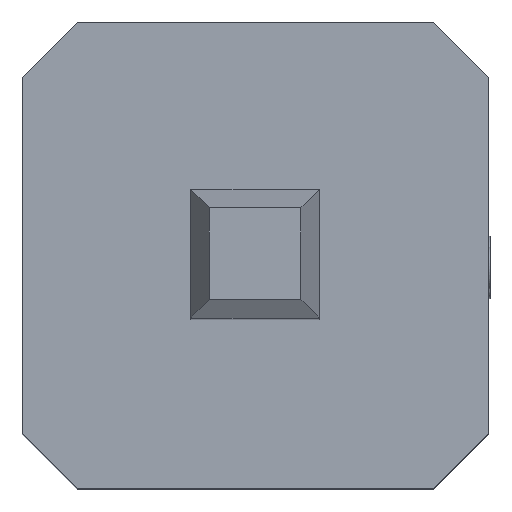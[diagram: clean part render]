
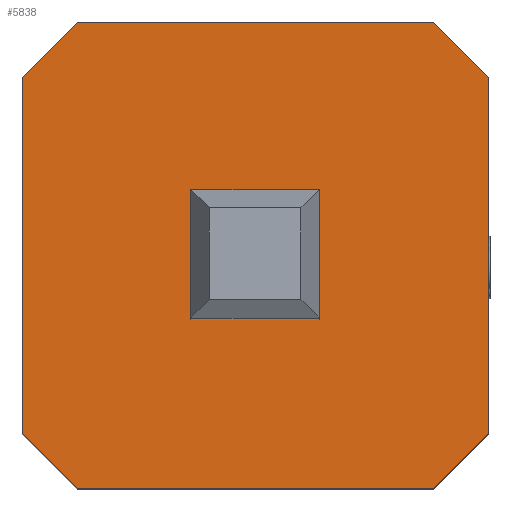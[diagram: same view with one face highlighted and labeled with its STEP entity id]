
A CAD part, top view. The second image highlights one B-rep face of the part: STEP entity #5838.
In plain terms, the highlighted planar face has unit normal (0, 0, 1).
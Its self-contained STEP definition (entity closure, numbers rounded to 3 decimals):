
#377=FACE_BOUND('',#727,.T.);
#396=FACE_OUTER_BOUND('',#726,.T.);
#726=EDGE_LOOP('',(#3907,#3908,#3909,#3910,#3911,#3912,#3913,#3914));
#727=EDGE_LOOP('',(#3915,#3916,#3917,#3918));
#1043=LINE('',#7675,#1654);
#1177=LINE('',#8414,#1788);
#1180=LINE('',#8420,#1791);
#1182=LINE('',#8423,#1793);
#1185=LINE('',#8429,#1796);
#1188=LINE('',#8435,#1799);
#1191=LINE('',#8441,#1802);
#1194=LINE('',#8446,#1805);
#1197=LINE('',#8453,#1808);
#1198=LINE('',#8455,#1809);
#1199=LINE('',#8457,#1810);
#1200=LINE('',#8458,#1811);
#1654=VECTOR('',#6472,1.);
#1788=VECTOR('',#6680,1.);
#1791=VECTOR('',#6685,1.);
#1793=VECTOR('',#6689,1.);
#1796=VECTOR('',#6694,1.);
#1799=VECTOR('',#6699,1.);
#1802=VECTOR('',#6704,1.);
#1805=VECTOR('',#6709,1.);
#1808=VECTOR('',#6714,1.);
#1809=VECTOR('',#6715,1.);
#1810=VECTOR('',#6716,1.);
#1811=VECTOR('',#6717,1.);
#2258=VERTEX_POINT('',#7660);
#2265=VERTEX_POINT('',#7673);
#2482=VERTEX_POINT('',#8407);
#2485=VERTEX_POINT('',#8412);
#2487=VERTEX_POINT('',#8418);
#2489=VERTEX_POINT('',#8427);
#2491=VERTEX_POINT('',#8433);
#2493=VERTEX_POINT('',#8439);
#2496=VERTEX_POINT('',#8451);
#2497=VERTEX_POINT('',#8452);
#2498=VERTEX_POINT('',#8454);
#2499=VERTEX_POINT('',#8456);
#2819=EDGE_CURVE('',#2258,#2265,#1043,.T.);
#3041=EDGE_CURVE('',#2482,#2485,#1177,.T.);
#3044=EDGE_CURVE('',#2485,#2487,#1180,.T.);
#3046=EDGE_CURVE('',#2487,#2258,#1182,.T.);
#3049=EDGE_CURVE('',#2265,#2489,#1185,.T.);
#3052=EDGE_CURVE('',#2489,#2491,#1188,.T.);
#3055=EDGE_CURVE('',#2491,#2493,#1191,.T.);
#3058=EDGE_CURVE('',#2493,#2482,#1194,.T.);
#3061=EDGE_CURVE('',#2496,#2497,#1197,.T.);
#3062=EDGE_CURVE('',#2498,#2496,#1198,.T.);
#3063=EDGE_CURVE('',#2499,#2498,#1199,.T.);
#3064=EDGE_CURVE('',#2497,#2499,#1200,.T.);
#3907=ORIENTED_EDGE('',*,*,#3041,.T.);
#3908=ORIENTED_EDGE('',*,*,#3044,.T.);
#3909=ORIENTED_EDGE('',*,*,#3046,.T.);
#3910=ORIENTED_EDGE('',*,*,#2819,.T.);
#3911=ORIENTED_EDGE('',*,*,#3049,.T.);
#3912=ORIENTED_EDGE('',*,*,#3052,.T.);
#3913=ORIENTED_EDGE('',*,*,#3055,.T.);
#3914=ORIENTED_EDGE('',*,*,#3058,.T.);
#3915=ORIENTED_EDGE('',*,*,#3061,.F.);
#3916=ORIENTED_EDGE('',*,*,#3062,.F.);
#3917=ORIENTED_EDGE('',*,*,#3063,.F.);
#3918=ORIENTED_EDGE('',*,*,#3064,.F.);
#5327=PLANE('',#6210);
#5838=ADVANCED_FACE('',(#396,#377),#5327,.T.);
#6210=AXIS2_PLACEMENT_3D('',#8450,#6712,#6713);
#6472=DIRECTION('',(0.,1.,0.));
#6680=DIRECTION('',(0.707,-0.707,0.));
#6685=DIRECTION('',(1.,0.,0.));
#6689=DIRECTION('',(0.707,0.707,0.));
#6694=DIRECTION('',(-0.707,0.707,0.));
#6699=DIRECTION('',(-1.,0.,0.));
#6704=DIRECTION('',(-0.707,-0.707,0.));
#6709=DIRECTION('',(0.,-1.,0.));
#6712=DIRECTION('center_axis',(0.,0.,1.));
#6713=DIRECTION('ref_axis',(1.,0.,0.));
#6714=DIRECTION('',(0.,1.,0.));
#6715=DIRECTION('',(1.,0.,0.));
#6716=DIRECTION('',(0.,-1.,0.));
#6717=DIRECTION('',(-1.,0.,0.));
#7660=CARTESIAN_POINT('',(1.27,-0.97,2.5));
#7673=CARTESIAN_POINT('',(1.27,0.97,2.5));
#7675=CARTESIAN_POINT('',(1.27,0.97,2.5));
#8407=CARTESIAN_POINT('',(-1.27,-0.97,2.5));
#8412=CARTESIAN_POINT('',(-0.97,-1.27,2.5));
#8414=CARTESIAN_POINT('',(-1.27,-0.97,2.5));
#8418=CARTESIAN_POINT('',(0.97,-1.27,2.5));
#8420=CARTESIAN_POINT('',(-0.97,-1.27,2.5));
#8423=CARTESIAN_POINT('',(0.97,-1.27,2.5));
#8427=CARTESIAN_POINT('',(0.97,1.27,2.5));
#8429=CARTESIAN_POINT('',(0.97,1.27,2.5));
#8433=CARTESIAN_POINT('',(-0.97,1.27,2.5));
#8435=CARTESIAN_POINT('',(-0.97,1.27,2.5));
#8439=CARTESIAN_POINT('',(-1.27,0.97,2.5));
#8441=CARTESIAN_POINT('',(-1.27,0.97,2.5));
#8446=CARTESIAN_POINT('',(-1.27,0.97,2.5));
#8450=CARTESIAN_POINT('Origin',(0.,0.,2.5));
#8451=CARTESIAN_POINT('',(0.35,-0.35,2.5));
#8452=CARTESIAN_POINT('',(0.35,0.35,2.5));
#8453=CARTESIAN_POINT('',(0.35,0.,2.5));
#8454=CARTESIAN_POINT('',(-0.35,-0.35,2.5));
#8455=CARTESIAN_POINT('',(0.,-0.35,2.5));
#8456=CARTESIAN_POINT('',(-0.35,0.35,2.5));
#8457=CARTESIAN_POINT('',(-0.35,0.,2.5));
#8458=CARTESIAN_POINT('',(0.,0.35,2.5));
